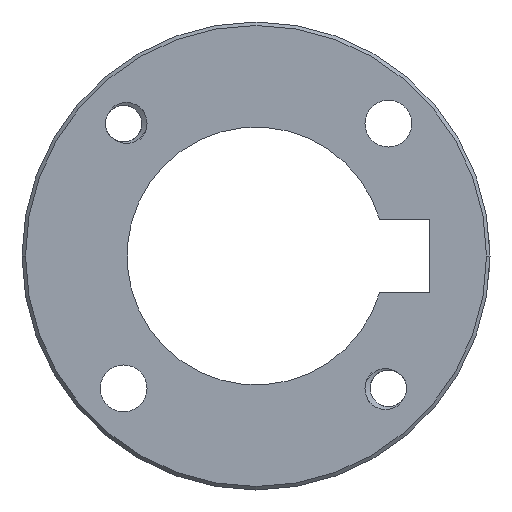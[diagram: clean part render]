
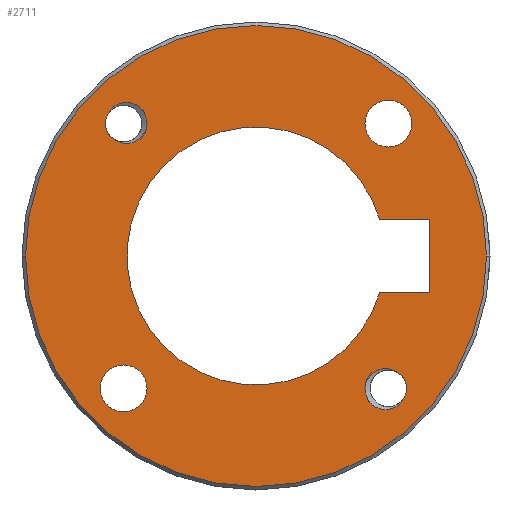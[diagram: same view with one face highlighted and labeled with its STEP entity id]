
A CAD part, left-side view. The second image highlights one B-rep face of the part: STEP entity #2711.
In plain terms, the highlighted planar face has unit normal (-1, 0, 0).
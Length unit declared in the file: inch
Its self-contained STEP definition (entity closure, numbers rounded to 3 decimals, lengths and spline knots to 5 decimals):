
#133=CARTESIAN_POINT('',(0.,0.,0.));
#134=DIRECTION('',(1.,0.,0.));
#135=DIRECTION('',(0.,-0.958,-0.286));
#136=AXIS2_PLACEMENT_3D('',#133,#134,#135);
#162=CARTESIAN_POINT('',(0.,0.,0.));
#163=DIRECTION('',(-1.,0.,0.));
#164=DIRECTION('',(0.,1.,0.));
#165=AXIS2_PLACEMENT_3D('',#162,#163,#164);
#170=CARTESIAN_POINT('',(0.,0.,0.));
#171=DIRECTION('',(1.,0.,0.));
#172=DIRECTION('',(0.,1.,0.));
#173=AXIS2_PLACEMENT_3D('',#170,#171,#172);
#178=CARTESIAN_POINT('',(0.,-0.70711,0.70711));
#179=DIRECTION('',(1.,0.,0.));
#180=DIRECTION('',(0.,0.,-1.));
#181=AXIS2_PLACEMENT_3D('',#178,#179,#180);
#186=CARTESIAN_POINT('',(0.,-0.70711,0.70711));
#187=DIRECTION('',(1.,0.,0.));
#188=DIRECTION('',(0.,0.,1.));
#189=AXIS2_PLACEMENT_3D('',#186,#187,#188);
#194=CARTESIAN_POINT('',(0.,0.70711,-0.70711));
#195=DIRECTION('',(1.,0.,0.));
#196=DIRECTION('',(0.,0.,-1.));
#197=AXIS2_PLACEMENT_3D('',#194,#195,#196);
#202=CARTESIAN_POINT('',(0.,0.70711,-0.70711));
#203=DIRECTION('',(1.,0.,0.));
#204=DIRECTION('',(0.,0.,1.));
#205=AXIS2_PLACEMENT_3D('',#202,#203,#204);
#210=CARTESIAN_POINT('',(0.,0.58318,0.69079));
#211=CARTESIAN_POINT('',(0.,0.58561,0.68088));
#212=CARTESIAN_POINT('',(0.,0.59264,0.66246));
#213=CARTESIAN_POINT('',(0.,0.60939,0.63824));
#214=CARTESIAN_POINT('',(0.,0.63104,0.61931));
#215=CARTESIAN_POINT('',(0.,0.65606,0.60653));
#216=CARTESIAN_POINT('',(0.,0.68291,0.60045));
#217=CARTESIAN_POINT('',(0.,0.70969,0.60118));
#218=CARTESIAN_POINT('',(0.,0.73497,0.60853));
#219=CARTESIAN_POINT('',(0.,0.74937,0.61705));
#220=CARTESIAN_POINT('',(0.,0.75608,0.62229));
#225=CARTESIAN_POINT('',(0.,0.60794,0.7832));
#226=CARTESIAN_POINT('',(0.,0.60289,0.77662));
#227=CARTESIAN_POINT('',(0.,0.5943,0.76277));
#228=CARTESIAN_POINT('',(0.,0.58558,0.73967));
#229=CARTESIAN_POINT('',(0.,0.58158,0.7153));
#230=CARTESIAN_POINT('',(0.,0.58209,0.69901));
#231=CARTESIAN_POINT('',(0.,0.58318,0.69079));
#236=CARTESIAN_POINT('',(0.,0.79192,0.75608));
#237=CARTESIAN_POINT('',(0.,0.78874,0.76397));
#238=CARTESIAN_POINT('',(0.,0.78053,0.77855));
#239=CARTESIAN_POINT('',(0.,0.7623,0.79755));
#240=CARTESIAN_POINT('',(0.,0.73948,0.81157));
#241=CARTESIAN_POINT('',(0.,0.71319,0.81973));
#242=CARTESIAN_POINT('',(0.,0.68512,0.82117));
#243=CARTESIAN_POINT('',(0.,0.65692,0.81561));
#244=CARTESIAN_POINT('',(0.,0.6303,0.80301));
#245=CARTESIAN_POINT('',(0.,0.615,0.79057));
#246=CARTESIAN_POINT('',(0.,0.60794,0.7832));
#251=CARTESIAN_POINT('',(0.,0.70711,0.70711));
#252=DIRECTION('',(1.,0.,0.));
#253=DIRECTION('',(0.,0.5,-0.866));
#254=AXIS2_PLACEMENT_3D('',#251,#252,#253);
#259=CARTESIAN_POINT('',(0.,-0.58318,-0.69079));
#260=CARTESIAN_POINT('',(0.,-0.58561,-0.68088));
#261=CARTESIAN_POINT('',(0.,-0.59264,-0.66246));
#262=CARTESIAN_POINT('',(0.,-0.60939,-0.63824));
#263=CARTESIAN_POINT('',(0.,-0.63104,-0.61931));
#264=CARTESIAN_POINT('',(0.,-0.65606,-0.60653));
#265=CARTESIAN_POINT('',(0.,-0.68291,-0.60045));
#266=CARTESIAN_POINT('',(0.,-0.70969,-0.60118));
#267=CARTESIAN_POINT('',(0.,-0.73497,-0.60853));
#268=CARTESIAN_POINT('',(0.,-0.74937,-0.61705));
#269=CARTESIAN_POINT('',(0.,-0.75608,-0.62229));
#274=CARTESIAN_POINT('',(0.,-0.60794,-0.7832));
#275=CARTESIAN_POINT('',(0.,-0.60289,-0.77662));
#276=CARTESIAN_POINT('',(0.,-0.5943,-0.76277));
#277=CARTESIAN_POINT('',(0.,-0.58558,-0.73967));
#278=CARTESIAN_POINT('',(0.,-0.58158,-0.7153));
#279=CARTESIAN_POINT('',(0.,-0.58209,-0.69901));
#280=CARTESIAN_POINT('',(0.,-0.58318,-0.69079));
#285=CARTESIAN_POINT('',(0.,-0.79192,-0.75608));
#286=CARTESIAN_POINT('',(0.,-0.78874,-0.76397));
#287=CARTESIAN_POINT('',(0.,-0.78053,-0.77855));
#288=CARTESIAN_POINT('',(0.,-0.7623,-0.79755));
#289=CARTESIAN_POINT('',(0.,-0.73948,-0.81157));
#290=CARTESIAN_POINT('',(0.,-0.71319,-0.81973));
#291=CARTESIAN_POINT('',(0.,-0.68512,-0.82117));
#292=CARTESIAN_POINT('',(0.,-0.65692,-0.81561));
#293=CARTESIAN_POINT('',(0.,-0.6303,-0.80301));
#294=CARTESIAN_POINT('',(0.,-0.615,-0.79057));
#295=CARTESIAN_POINT('',(0.,-0.60794,-0.7832));
#300=CARTESIAN_POINT('',(0.,-0.70711,-0.70711));
#301=DIRECTION('',(1.,0.,0.));
#302=DIRECTION('',(0.,-0.5,0.866));
#303=AXIS2_PLACEMENT_3D('',#300,#301,#302);
#308=DIRECTION('',(0.,1.,0.));
#309=VECTOR('',#308,0.26494);
#310=CARTESIAN_POINT('',(0.,-0.9252,-0.19685));
#311=LINE('',#310,#309);
#315=DIRECTION('',(0.,0.,-1.));
#316=VECTOR('',#315,0.3937);
#317=CARTESIAN_POINT('',(0.,-0.9252,0.19685));
#318=LINE('',#317,#316);
#322=DIRECTION('',(0.,-1.,0.));
#323=VECTOR('',#322,0.26494);
#324=CARTESIAN_POINT('',(0.,-0.66026,0.19685));
#325=LINE('',#324,#323);
#2425=CARTESIAN_POINT('',(0.,1.23125,0.));
#2426=VERTEX_POINT('',#2425);
#2432=CARTESIAN_POINT('',(0.,-1.23125,0.));
#2434=VERTEX_POINT('',#2432);
#2447=VERTEX_POINT('',#210);
#2448=VERTEX_POINT('',#220);
#2449=VERTEX_POINT('',#225);
#2450=VERTEX_POINT('',#236);
#2471=VERTEX_POINT('',#259);
#2472=VERTEX_POINT('',#269);
#2473=VERTEX_POINT('',#274);
#2474=VERTEX_POINT('',#285);
#2491=CARTESIAN_POINT('',(0.,-0.66026,0.19685));
#2492=CARTESIAN_POINT('',(0.,-0.9252,0.19685));
#2493=VERTEX_POINT('',#2491);
#2494=VERTEX_POINT('',#2492);
#2495=CARTESIAN_POINT('',(0.,-0.9252,-0.19685));
#2496=VERTEX_POINT('',#2495);
#2497=CARTESIAN_POINT('',(0.,-0.66026,-0.19685));
#2498=VERTEX_POINT('',#2497);
#2511=CARTESIAN_POINT('',(0.,-0.70711,0.58211));
#2512=CARTESIAN_POINT('',(0.,-0.70711,0.83211));
#2513=VERTEX_POINT('',#2511);
#2514=VERTEX_POINT('',#2512);
#2515=CARTESIAN_POINT('',(0.,0.70711,-0.83211));
#2516=CARTESIAN_POINT('',(0.,0.70711,-0.58211));
#2517=VERTEX_POINT('',#2515);
#2518=VERTEX_POINT('',#2516);
#2660=CARTESIAN_POINT('',(0.,0.,0.));
#2661=DIRECTION('',(1.,0.,0.));
#2662=DIRECTION('',(0.,-1.,0.));
#2663=AXIS2_PLACEMENT_3D('',#2660,#2661,#2662);
#2664=PLANE('',#2663);
#2666=ORIENTED_EDGE('',*,*,#2665,.F.);
#2668=ORIENTED_EDGE('',*,*,#2667,.T.);
#2669=EDGE_LOOP('',(#2666,#2668));
#2670=FACE_OUTER_BOUND('',#2669,.F.);
#2672=ORIENTED_EDGE('',*,*,#2671,.F.);
#2674=ORIENTED_EDGE('',*,*,#2673,.F.);
#2675=EDGE_LOOP('',(#2672,#2674));
#2676=FACE_BOUND('',#2675,.F.);
#2678=ORIENTED_EDGE('',*,*,#2677,.F.);
#2680=ORIENTED_EDGE('',*,*,#2679,.F.);
#2681=EDGE_LOOP('',(#2678,#2680));
#2682=FACE_BOUND('',#2681,.F.);
#2684=ORIENTED_EDGE('',*,*,#2683,.F.);
#2686=ORIENTED_EDGE('',*,*,#2685,.F.);
#2688=ORIENTED_EDGE('',*,*,#2687,.F.);
#2690=ORIENTED_EDGE('',*,*,#2689,.F.);
#2691=EDGE_LOOP('',(#2684,#2686,#2688,#2690));
#2692=FACE_BOUND('',#2691,.F.);
#2694=ORIENTED_EDGE('',*,*,#2693,.F.);
#2696=ORIENTED_EDGE('',*,*,#2695,.F.);
#2698=ORIENTED_EDGE('',*,*,#2697,.F.);
#2700=ORIENTED_EDGE('',*,*,#2699,.F.);
#2701=EDGE_LOOP('',(#2694,#2696,#2698,#2700));
#2702=FACE_BOUND('',#2701,.F.);
#2703=ORIENTED_EDGE('',*,*,#2580,.F.);
#2705=ORIENTED_EDGE('',*,*,#2704,.F.);
#2707=ORIENTED_EDGE('',*,*,#2706,.F.);
#2708=ORIENTED_EDGE('',*,*,#2633,.F.);
#2709=EDGE_LOOP('',(#2703,#2705,#2707,#2708));
#2710=FACE_BOUND('',#2709,.F.);
#137=CIRCLE('',#136,0.68898);
#166=CIRCLE('',#165,1.23125);
#174=CIRCLE('',#173,1.23125);
#182=CIRCLE('',#181,0.125);
#190=CIRCLE('',#189,0.125);
#198=CIRCLE('',#197,0.125);
#206=CIRCLE('',#205,0.125);
#221=B_SPLINE_CURVE_WITH_KNOTS('',3,(#210,#211,#212,#213,#214,#215,#216,#217,
#218,#219,#220),.UNSPECIFIED.,.F.,.F.,(4,1,1,1,1,1,1,1,4),(0.,0.125,0.25,
0.375,0.5,0.625,0.75,0.875,1.),.UNSPECIFIED.);
#232=B_SPLINE_CURVE_WITH_KNOTS('',3,(#225,#226,#227,#228,#229,#230,#231),
.UNSPECIFIED.,.F.,.F.,(4,1,1,1,4),(0.,0.25,0.5,0.75,1.),
.UNSPECIFIED.);
#247=B_SPLINE_CURVE_WITH_KNOTS('',3,(#236,#237,#238,#239,#240,#241,#242,#243,
#244,#245,#246),.UNSPECIFIED.,.F.,.F.,(4,1,1,1,1,1,1,1,4),(0.,0.125,0.25,
0.375,0.5,0.625,0.75,0.875,1.),.UNSPECIFIED.);
#255=CIRCLE('',#254,0.09794);
#270=B_SPLINE_CURVE_WITH_KNOTS('',3,(#259,#260,#261,#262,#263,#264,#265,#266,
#267,#268,#269),.UNSPECIFIED.,.F.,.F.,(4,1,1,1,1,1,1,1,4),(0.,0.125,0.25,
0.375,0.5,0.625,0.75,0.875,1.),.UNSPECIFIED.);
#281=B_SPLINE_CURVE_WITH_KNOTS('',3,(#274,#275,#276,#277,#278,#279,#280),
.UNSPECIFIED.,.F.,.F.,(4,1,1,1,4),(0.,0.25,0.5,0.75,1.),
.UNSPECIFIED.);
#296=B_SPLINE_CURVE_WITH_KNOTS('',3,(#285,#286,#287,#288,#289,#290,#291,#292,
#293,#294,#295),.UNSPECIFIED.,.F.,.F.,(4,1,1,1,1,1,1,1,4),(0.,0.125,0.25,
0.375,0.5,0.625,0.75,0.875,1.),.UNSPECIFIED.);
#304=CIRCLE('',#303,0.09794);
#2580=EDGE_CURVE('',#2498,#2493,#137,.T.);
#2633=EDGE_CURVE('',#2493,#2494,#325,.T.);
#2665=EDGE_CURVE('',#2426,#2434,#166,.T.);
#2667=EDGE_CURVE('',#2426,#2434,#174,.T.);
#2671=EDGE_CURVE('',#2513,#2514,#182,.T.);
#2673=EDGE_CURVE('',#2514,#2513,#190,.T.);
#2677=EDGE_CURVE('',#2517,#2518,#198,.T.);
#2679=EDGE_CURVE('',#2518,#2517,#206,.T.);
#2683=EDGE_CURVE('',#2447,#2448,#221,.T.);
#2685=EDGE_CURVE('',#2449,#2447,#232,.T.);
#2687=EDGE_CURVE('',#2450,#2449,#247,.T.);
#2689=EDGE_CURVE('',#2448,#2450,#255,.T.);
#2693=EDGE_CURVE('',#2471,#2472,#270,.T.);
#2695=EDGE_CURVE('',#2473,#2471,#281,.T.);
#2697=EDGE_CURVE('',#2474,#2473,#296,.T.);
#2699=EDGE_CURVE('',#2472,#2474,#304,.T.);
#2704=EDGE_CURVE('',#2496,#2498,#311,.T.);
#2706=EDGE_CURVE('',#2494,#2496,#318,.T.);
#2711=ADVANCED_FACE('',(#2670,#2676,#2682,#2692,#2702,#2710),#2664,.F.);
